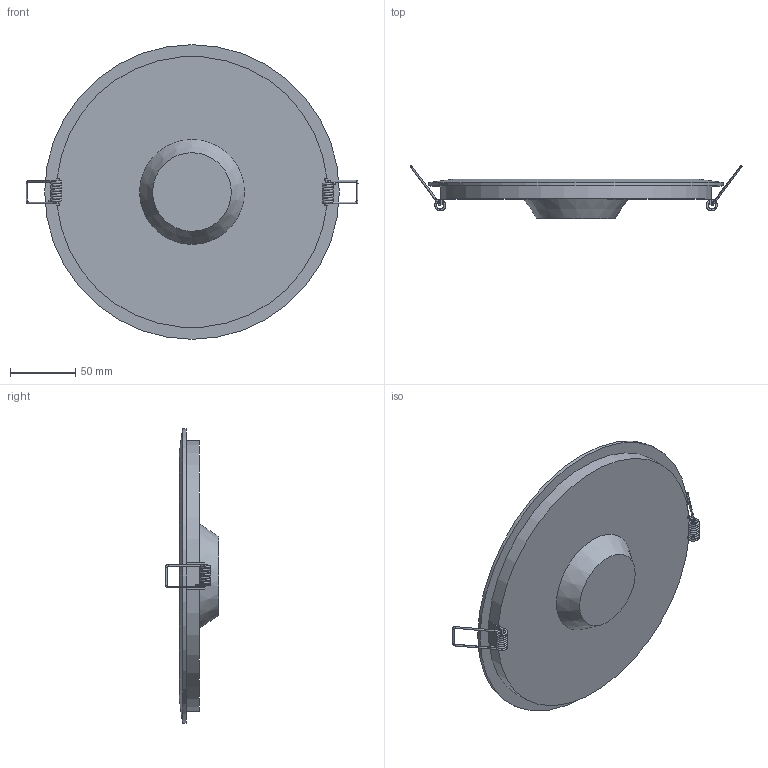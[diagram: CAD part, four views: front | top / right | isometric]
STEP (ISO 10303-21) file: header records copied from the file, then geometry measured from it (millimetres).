
FILE_DESCRIPTION (( 'STEP AP214' ), '1' );
FILE_NAME ('DL_SLIM_DN_210.STEP', '2023-05-19T13:14:35', ( '' ), ( '' ), 'SwSTEP 2.0', 'SolidWorks 2020', '' );
FILE_SCHEMA (( 'AUTOMOTIVE_DESIGN' ));
Length unit declared in the file: millimetre
Products named in the file (1): DL_SLIM_DN_210
Bounding box: 253.49 x 40.84 x 225 mm (x, y, z)
Volume: 188446.7 mm3; surface area: 170441 mm2
Topology: 5 solids, 5 shells, 106 faces, 250 edges, 157 vertices
Faces by surface type: cylinder 40, plane 39, torus 12, bspline 12, cone 3
Full cylindrical faces by diameter (mm): 1.4 x2, 182 x2, 203 x1, 225 x1
Entity records: 7397 total; most frequent: CARTESIAN_POINT 3893, DIRECTION 466, ORIENTED_EDGE 450, EDGE_CURVE 225, AXIS2_PLACEMENT_3D 177, VERTEX_POINT 153, EDGE_LOOP 132, FACE_OUTER_BOUND 124
